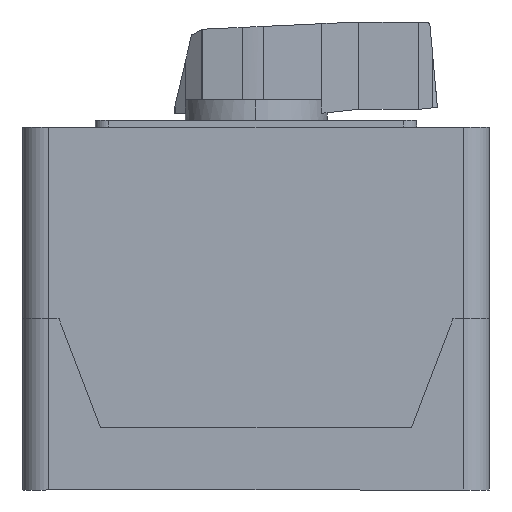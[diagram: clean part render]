
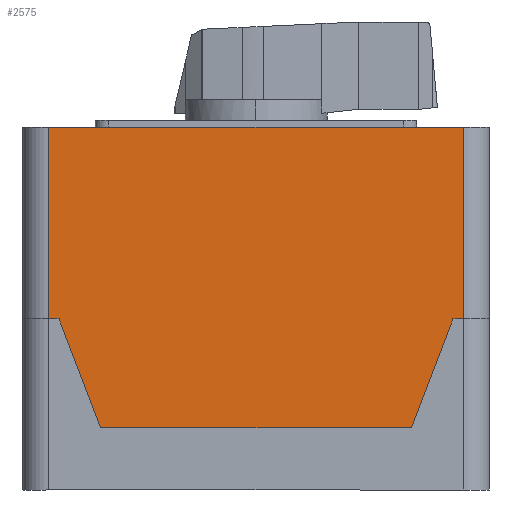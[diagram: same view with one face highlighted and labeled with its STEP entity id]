
A CAD part, left-side view. The second image highlights one B-rep face of the part: STEP entity #2575.
In plain terms, the highlighted planar face has unit normal (-1, 0, 0).
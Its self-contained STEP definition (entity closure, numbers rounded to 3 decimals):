
#2274=CARTESIAN_POINT('',(0.0,-40.,33.));
#2275=VERTEX_POINT('',#2274);
#2293=CARTESIAN_POINT('',(0.0,-40.,70.));
#2294=VERTEX_POINT('',#2293);
#2302=CARTESIAN_POINT('',(0.,-40.,70.));
#2303=DIRECTION('',(0.0,0.0,-1.0));
#2304=VECTOR('',#2303,37.);
#2305=LINE('',#2302,#2304);
#2306=EDGE_CURVE('',#2294,#2275,#2305,.T.);
#2359=CARTESIAN_POINT('',(0.0,40.,70.));
#2360=VERTEX_POINT('',#2359);
#2368=CARTESIAN_POINT('',(0.,-40.,70.));
#2369=DIRECTION('',(0.0,1.0,0.0));
#2370=VECTOR('',#2369,80.);
#2371=LINE('',#2368,#2370);
#2372=EDGE_CURVE('',#2294,#2360,#2371,.T.);
#2509=CARTESIAN_POINT('',(0.0,40.,33.));
#2510=VERTEX_POINT('',#2509);
#2518=CARTESIAN_POINT('',(0.,40.,33.));
#2519=DIRECTION('',(0.0,0.0,1.0));
#2520=VECTOR('',#2519,37.);
#2521=LINE('',#2518,#2520);
#2522=EDGE_CURVE('',#2510,#2360,#2521,.T.);
#2527=CARTESIAN_POINT('',(0.0,0.,58.774));
#2528=DIRECTION('',(1.0,0.0,0.0));
#2529=DIRECTION('',(0.0,0.0,-1.0));
#2530=AXIS2_PLACEMENT_3D('',#2527,#2528,#2529);
#2531=PLANE('',#2530);
#2532=ORIENTED_EDGE('',*,*,#2306,.F.);
#2533=ORIENTED_EDGE('',*,*,#2372,.T.);
#2534=ORIENTED_EDGE('',*,*,#2522,.F.);
#2535=CARTESIAN_POINT('',(0.0,38.,33.));
#2536=VERTEX_POINT('',#2535);
#2537=CARTESIAN_POINT('',(0.0,38.,33.));
#2538=DIRECTION('',(0.0,1.0,0.0));
#2539=VECTOR('',#2538,2.);
#2540=LINE('',#2537,#2539);
#2541=EDGE_CURVE('',#2536,#2510,#2540,.T.);
#2542=ORIENTED_EDGE('',*,*,#2541,.F.);
#2543=CARTESIAN_POINT('',(0.0,30.,12.));
#2544=VERTEX_POINT('',#2543);
#2545=CARTESIAN_POINT('',(0.0,30.,12.));
#2546=DIRECTION('',(0.0,0.356,0.934));
#2547=VECTOR('',#2546,22.472);
#2548=LINE('',#2545,#2547);
#2549=EDGE_CURVE('',#2544,#2536,#2548,.T.);
#2550=ORIENTED_EDGE('',*,*,#2549,.F.);
#2551=CARTESIAN_POINT('',(0.0,-30.,12.));
#2552=VERTEX_POINT('',#2551);
#2553=CARTESIAN_POINT('',(0.0,-30.,12.));
#2554=DIRECTION('',(0.0,1.0,0.0));
#2555=VECTOR('',#2554,60.);
#2556=LINE('',#2553,#2555);
#2557=EDGE_CURVE('',#2552,#2544,#2556,.T.);
#2558=ORIENTED_EDGE('',*,*,#2557,.F.);
#2559=CARTESIAN_POINT('',(0.0,-38.,33.));
#2560=VERTEX_POINT('',#2559);
#2561=CARTESIAN_POINT('',(0.0,-38.,33.));
#2562=DIRECTION('',(0.0,0.356,-0.934));
#2563=VECTOR('',#2562,22.472);
#2564=LINE('',#2561,#2563);
#2565=EDGE_CURVE('',#2560,#2552,#2564,.T.);
#2566=ORIENTED_EDGE('',*,*,#2565,.F.);
#2567=CARTESIAN_POINT('',(0.0,-40.,33.));
#2568=DIRECTION('',(0.0,1.0,0.0));
#2569=VECTOR('',#2568,2.);
#2570=LINE('',#2567,#2569);
#2571=EDGE_CURVE('',#2275,#2560,#2570,.T.);
#2572=ORIENTED_EDGE('',*,*,#2571,.F.);
#2573=EDGE_LOOP('',(#2532,#2533,#2534,#2542,#2550,#2558,#2566,#2572));
#2574=FACE_OUTER_BOUND('',#2573,.T.);
#2575=ADVANCED_FACE('',(#2574),#2531,.F.);
